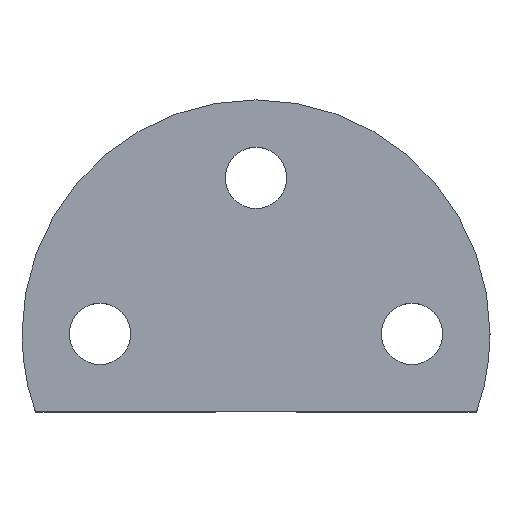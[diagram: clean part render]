
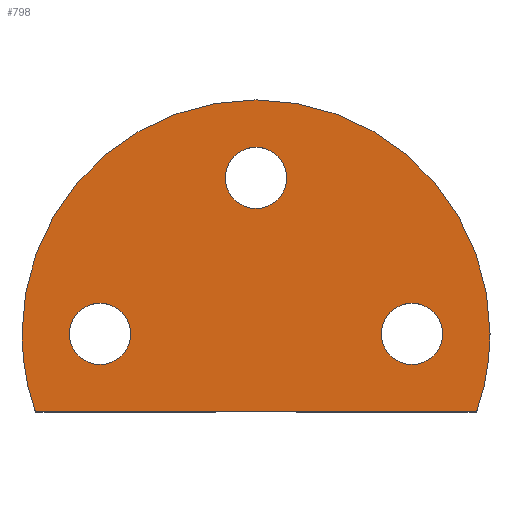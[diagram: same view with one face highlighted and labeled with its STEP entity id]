
A CAD part, top view. The second image highlights one B-rep face of the part: STEP entity #798.
In plain terms, the highlighted planar face has unit normal (0, 0, 1).
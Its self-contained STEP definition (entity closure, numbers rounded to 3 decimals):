
#416=VERTEX_POINT('',#1112);
#434=VERTEX_POINT('',#1131);
#436=EDGE_CURVE('',#680,#434,#1133,.T.);
#450=EDGE_CURVE('',#776,#814,#1150,.T.);
#490=VERTEX_POINT('',#1195);
#516=VERTEX_POINT('',#1224);
#518=EDGE_CURVE('',#516,#864,#1226,.T.);
#534=EDGE_CURVE('',#434,#680,#1244,.T.);
#558=EDGE_CURVE('',#792,#668,#1271,.T.);
#668=VERTEX_POINT('',#1391);
#680=VERTEX_POINT('',#1404);
#724=EDGE_CURVE('',#668,#792,#1452,.T.);
#728=EDGE_CURVE('',#864,#516,#1456,.T.);
#762=EDGE_CURVE('',#776,#490,#1494,.T.);
#776=VERTEX_POINT('',#1510);
#792=VERTEX_POINT('',#1530);
#798=ADVANCED_FACE('',(#1537,#1538,#1539,#1540),#1541,.T.);
#814=VERTEX_POINT('',#1558);
#858=EDGE_CURVE('',#416,#490,#1604,.T.);
#864=VERTEX_POINT('',#1610);
#948=EDGE_CURVE('',#814,#416,#1707,.T.);
#1112=CARTESIAN_POINT('',(21.0,0.,0.));
#1131=CARTESIAN_POINT('',(-2.75,14.,0.));
#1133=CIRCLE('',#1933,2.75);
#1150=CIRCLE('',#1955,21.0);
#1195=CARTESIAN_POINT('',(19.799,-7.,0.));
#1224=CARTESIAN_POINT('',(-16.75,0.,0.));
#1226=CIRCLE('',#2066,2.75);
#1244=CIRCLE('',#2097,2.75);
#1271=CIRCLE('',#2138,2.75);
#1391=CARTESIAN_POINT('',(16.75,0.0,0.));
#1404=CARTESIAN_POINT('',(2.75,14.,0.));
#1452=CIRCLE('',#2452,2.75);
#1456=CIRCLE('',#2458,2.75);
#1494=LINE('',#2553,#2554);
#1510=CARTESIAN_POINT('',(-19.799,-7.,0.));
#1530=CARTESIAN_POINT('',(11.25,0.,0.));
#1537=FACE_OUTER_BOUND('',#2606,.T.);
#1538=FACE_BOUND('',#2607,.T.);
#1539=FACE_BOUND('',#2608,.T.);
#1540=FACE_BOUND('',#2609,.T.);
#1541=PLANE('',#2610);
#1558=CARTESIAN_POINT('',(-21.0,0.,0.));
#1604=CIRCLE('',#2725,21.0);
#1610=CARTESIAN_POINT('',(-11.25,0.0,0.));
#1707=CIRCLE('',#2869,21.0);
#1933=AXIS2_PLACEMENT_3D('',#3101,#3102,#3103);
#1955=AXIS2_PLACEMENT_3D('',#3129,#3130,#3131);
#2066=AXIS2_PLACEMENT_3D('',#3226,#3227,#3228);
#2097=AXIS2_PLACEMENT_3D('',#3246,#3247,#3248);
#2138=AXIS2_PLACEMENT_3D('',#3277,#3278,#3279);
#2452=AXIS2_PLACEMENT_3D('',#3467,#3468,#3469);
#2458=AXIS2_PLACEMENT_3D('',#3473,#3474,#3475);
#2553=CARTESIAN_POINT('',(4.649,-7.,0.));
#2554=VECTOR('',#3528,1.0);
#2606=EDGE_LOOP('',(#3595,#3596,#3597,#3598));
#2607=EDGE_LOOP('',(#3599,#3600));
#2608=EDGE_LOOP('',(#3601,#3602));
#2609=EDGE_LOOP('',(#3603,#3604));
#2610=AXIS2_PLACEMENT_3D('',#3605,#3606,#3607);
#2725=AXIS2_PLACEMENT_3D('',#3657,#3658,#3659);
#2869=AXIS2_PLACEMENT_3D('',#3780,#3781,#3782);
#3101=CARTESIAN_POINT('',(0.,14.,0.));
#3102=DIRECTION('',(0.0,0.0,-1.0));
#3103=DIRECTION('',(1.0,0.0,0.0));
#3129=CARTESIAN_POINT('',(0.,0.,0.));
#3130=DIRECTION('',(0.0,0.0,-1.0));
#3131=DIRECTION('',(-1.0,0.,0.0));
#3226=CARTESIAN_POINT('',(-14.,0.,0.));
#3227=DIRECTION('',(0.0,0.0,-1.0));
#3228=DIRECTION('',(1.0,0.0,0.0));
#3246=CARTESIAN_POINT('',(0.,14.,0.));
#3247=DIRECTION('',(0.0,0.0,-1.0));
#3248=DIRECTION('',(1.0,0.0,0.0));
#3277=CARTESIAN_POINT('',(14.,0.,0.));
#3278=DIRECTION('',(0.0,0.0,-1.0));
#3279=DIRECTION('',(1.0,0.0,0.0));
#3467=CARTESIAN_POINT('',(14.,0.,0.));
#3468=DIRECTION('',(0.0,0.0,-1.0));
#3469=DIRECTION('',(1.0,0.0,0.0));
#3473=CARTESIAN_POINT('',(-14.,0.,0.));
#3474=DIRECTION('',(0.0,0.0,-1.0));
#3475=DIRECTION('',(1.0,0.0,0.0));
#3528=DIRECTION('',(1.0,0.,0.0));
#3595=ORIENTED_EDGE('',*,*,#762,.T.);
#3596=ORIENTED_EDGE('',*,*,#858,.F.);
#3597=ORIENTED_EDGE('',*,*,#948,.F.);
#3598=ORIENTED_EDGE('',*,*,#450,.F.);
#3599=ORIENTED_EDGE('',*,*,#724,.T.);
#3600=ORIENTED_EDGE('',*,*,#558,.T.);
#3601=ORIENTED_EDGE('',*,*,#436,.T.);
#3602=ORIENTED_EDGE('',*,*,#534,.T.);
#3603=ORIENTED_EDGE('',*,*,#728,.T.);
#3604=ORIENTED_EDGE('',*,*,#518,.T.);
#3605=CARTESIAN_POINT('',(-10.5,0.,0.));
#3606=DIRECTION('',(0.0,0.0,1.0));
#3607=DIRECTION('',(-1.0,0.,0.0));
#3657=CARTESIAN_POINT('',(0.,0.,0.));
#3658=DIRECTION('',(0.0,0.0,-1.0));
#3659=DIRECTION('',(-1.0,0.,0.0));
#3780=CARTESIAN_POINT('',(0.,0.,0.));
#3781=DIRECTION('',(0.0,0.0,-1.0));
#3782=DIRECTION('',(-1.0,0.,0.0));
